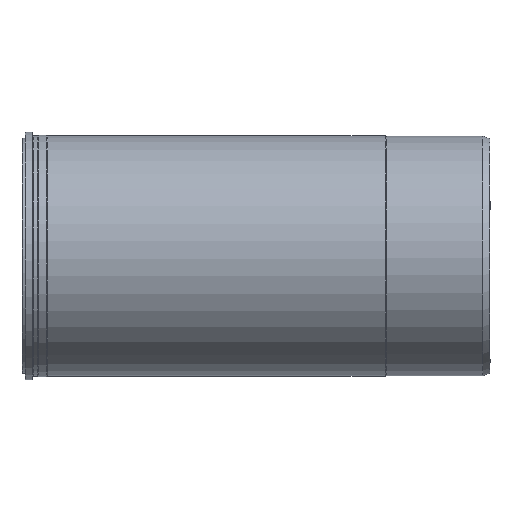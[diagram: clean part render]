
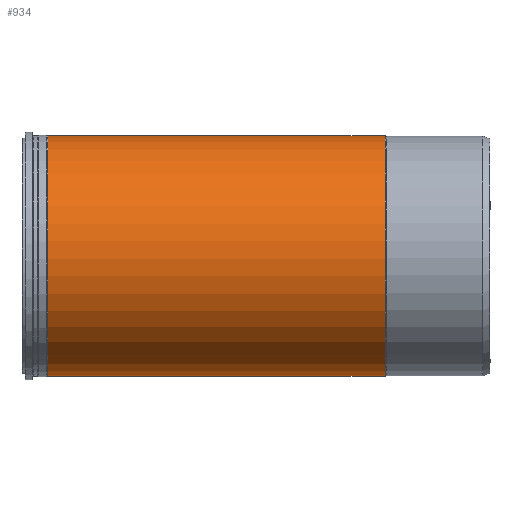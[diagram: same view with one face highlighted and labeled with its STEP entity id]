
A CAD part, left-side view. The second image highlights one B-rep face of the part: STEP entity #934.
In plain terms, the highlighted free-form (B-spline) face has degree [2, 1] with [5, 2] control points.
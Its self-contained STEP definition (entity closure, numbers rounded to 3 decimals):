
#466 = VERTEX_POINT('',#467);
#467 = CARTESIAN_POINT('',(0.,-12.391,67.101));
#473 = EDGE_CURVE('',#474,#466,#476,.T.);
#474 = VERTEX_POINT('',#475);
#475 = CARTESIAN_POINT('',(0.,-12.391,
    -67.101));
#476 = ( BOUNDED_CURVE() B_SPLINE_CURVE(2,(#477,#478,#479,#480,#481),
.UNSPECIFIED.,.F.,.F.) B_SPLINE_CURVE_WITH_KNOTS((3,2,3),(3.142,
4.712,6.283),.PIECEWISE_BEZIER_KNOTS.) CURVE() 
GEOMETRIC_REPRESENTATION_ITEM() RATIONAL_B_SPLINE_CURVE((1.,
0.707,1.,0.707,1.)) REPRESENTATION_ITEM('') );
#477 = CARTESIAN_POINT('',(0.,-12.391,
    -67.101));
#478 = CARTESIAN_POINT('',(-67.101,-12.391,
    -67.101));
#479 = CARTESIAN_POINT('',(-67.101,-12.391,
    0.));
#480 = CARTESIAN_POINT('',(-67.101,-12.391,
    67.101));
#481 = CARTESIAN_POINT('',(0.,-12.391,
    67.101));
#517 = VERTEX_POINT('',#518);
#518 = CARTESIAN_POINT('',(0.,-200.279,67.101));
#519 = VERTEX_POINT('',#520);
#520 = CARTESIAN_POINT('',(0.,-200.279,
    -67.101));
#528 = EDGE_CURVE('',#519,#474,#529,.T.);
#529 = B_SPLINE_CURVE_WITH_KNOTS('',1,(#530,#531),.UNSPECIFIED.,.F.,.F.,
  (2,2),(-201.007,-8.221),.PIECEWISE_BEZIER_KNOTS.);
#530 = CARTESIAN_POINT('',(0.,-200.279,
    -67.101));
#531 = CARTESIAN_POINT('',(0.,-12.391,
    -67.101));
#541 = EDGE_CURVE('',#517,#466,#542,.T.);
#542 = B_SPLINE_CURVE_WITH_KNOTS('',1,(#543,#544),.UNSPECIFIED.,.F.,.F.,
  (2,2),(-201.007,-8.221),.PIECEWISE_BEZIER_KNOTS.);
#543 = CARTESIAN_POINT('',(0.,-200.279,67.101));
#544 = CARTESIAN_POINT('',(0.,-12.391,67.101));
#584 = EDGE_CURVE('',#519,#517,#585,.T.);
#585 = ( BOUNDED_CURVE() B_SPLINE_CURVE(2,(#586,#587,#588,#589,#590),
.UNSPECIFIED.,.F.,.F.) B_SPLINE_CURVE_WITH_KNOTS((3,2,3),(3.142,
4.712,6.283),.PIECEWISE_BEZIER_KNOTS.) CURVE() 
GEOMETRIC_REPRESENTATION_ITEM() RATIONAL_B_SPLINE_CURVE((1.,
0.707,1.,0.707,1.)) REPRESENTATION_ITEM('') );
#586 = CARTESIAN_POINT('',(0.,-200.279,
    -67.101));
#587 = CARTESIAN_POINT('',(-67.101,-200.279,
    -67.101));
#588 = CARTESIAN_POINT('',(-67.101,-200.279,
    0.));
#589 = CARTESIAN_POINT('',(-67.101,-200.279,
    67.101));
#590 = CARTESIAN_POINT('',(0.,-200.279,
    67.101));
#934 = ADVANCED_FACE('',(#935),#941,.T.);
#935 = FACE_BOUND('',#936,.T.);
#936 = EDGE_LOOP('',(#937,#938,#939,#940));
#937 = ORIENTED_EDGE('',*,*,#528,.F.);
#938 = ORIENTED_EDGE('',*,*,#584,.T.);
#939 = ORIENTED_EDGE('',*,*,#541,.T.);
#940 = ORIENTED_EDGE('',*,*,#473,.F.);
#941 = ( BOUNDED_SURFACE() B_SPLINE_SURFACE(2,1,(
    (#942,#943)
    ,(#944,#945)
    ,(#946,#947)
    ,(#948,#949)
,(#950,#951
    )),.UNSPECIFIED.,.F.,.F.,.F.) B_SPLINE_SURFACE_WITH_KNOTS((3,2,3),(2
    ,2),(3.142,4.712,6.283),(-201.007,
    -8.221),.PIECEWISE_BEZIER_KNOTS.) 
GEOMETRIC_REPRESENTATION_ITEM() RATIONAL_B_SPLINE_SURFACE((
    (1.,1.)
    ,(0.707,0.707)
    ,(1.,1.)
    ,(0.707,0.707)
,(1.,1.))) REPRESENTATION_ITEM('') SURFACE() );
#942 = CARTESIAN_POINT('',(0.,-200.279,
    -67.101));
#943 = CARTESIAN_POINT('',(0.,-12.391,
    -67.101));
#944 = CARTESIAN_POINT('',(-67.101,-200.279,
    -67.101));
#945 = CARTESIAN_POINT('',(-67.101,-12.391,
    -67.101));
#946 = CARTESIAN_POINT('',(-67.101,-200.279,
    0.));
#947 = CARTESIAN_POINT('',(-67.101,-12.391,
    0.));
#948 = CARTESIAN_POINT('',(-67.101,-200.279,
    67.101));
#949 = CARTESIAN_POINT('',(-67.101,-12.391,
    67.101));
#950 = CARTESIAN_POINT('',(0.,-200.279,
    67.101));
#951 = CARTESIAN_POINT('',(0.,-12.391,
    67.101));
